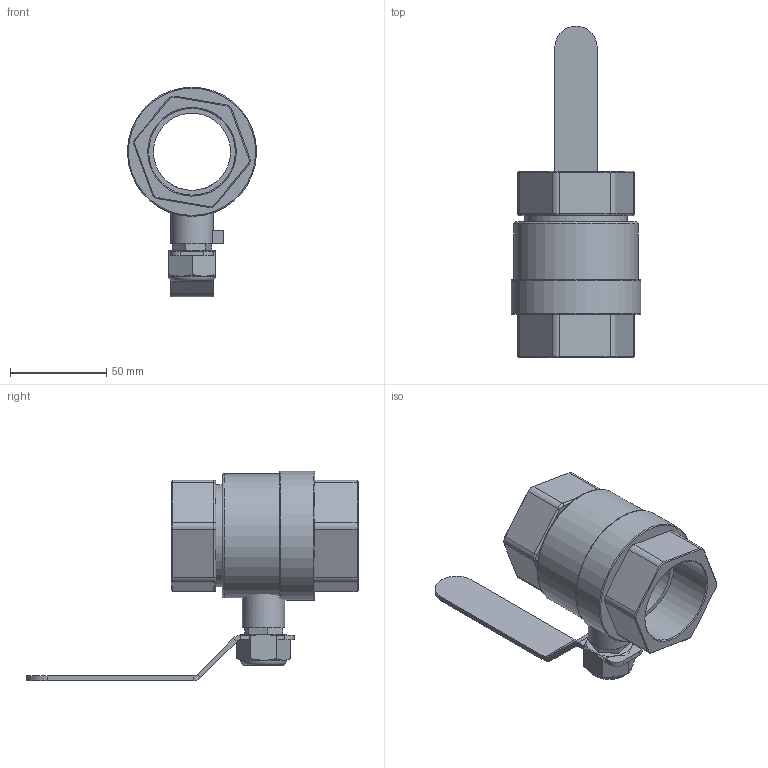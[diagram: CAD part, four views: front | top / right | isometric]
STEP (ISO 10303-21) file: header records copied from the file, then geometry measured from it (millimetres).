
FILE_DESCRIPTION(/* description */ (''),/* implementation_level */ '2;1');
FILE_NAME(/* name */ '1050 1 1_2_ Muf_Muf.step',/* time_stamp */ '2018-06-06T12:38:12+02:00',/* author */ ('mr84N69'),/* organization */ (''),/* preprocessor_version */ 'ST-DEVELOPER v17',/* originating_system */ 'Autodesk Translation Framework v7.1.0.215',/* authorisation */ '');
FILE_SCHEMA (('AUTOMOTIVE_DESIGN { 1 0 10303 214 3 1 1 }'));
Length unit declared in the file: millimetre
Products named in the file (4): 1050 1 1/2" Muf/Muf; Component1; 94645A250; Håndtag 1 1/2"
Assembly tree (3 placements, depth 2):
  1050 1 1/2" Muf/Muf
    Component1
    94645A250
    Håndtag 1 1/2"
Bounding box: 67 x 172.21 x 108.71 mm (x, y, z)
Volume: 172218.9 mm3; surface area: 52835.9 mm2
Topology: 7 solids, 7 shells, 200 faces, 467 edges, 290 vertices
Faces by surface type: plane 88, cylinder 56, cone 44, torus 12
Full cylindrical faces by diameter (mm): 14.069 x1, 14.241 x6, 16 x7, 16.368 x1, 22 x1, 40 x1, 45 x3, 53 x1, 64.5 x1, 67 x1
Entity records: 6547 total; most frequent: CARTESIAN_POINT 1835, DIRECTION 1009, ORIENTED_EDGE 934, EDGE_CURVE 467, AXIS2_PLACEMENT_3D 392, VERTEX_POINT 290, LINE 225, VECTOR 225
